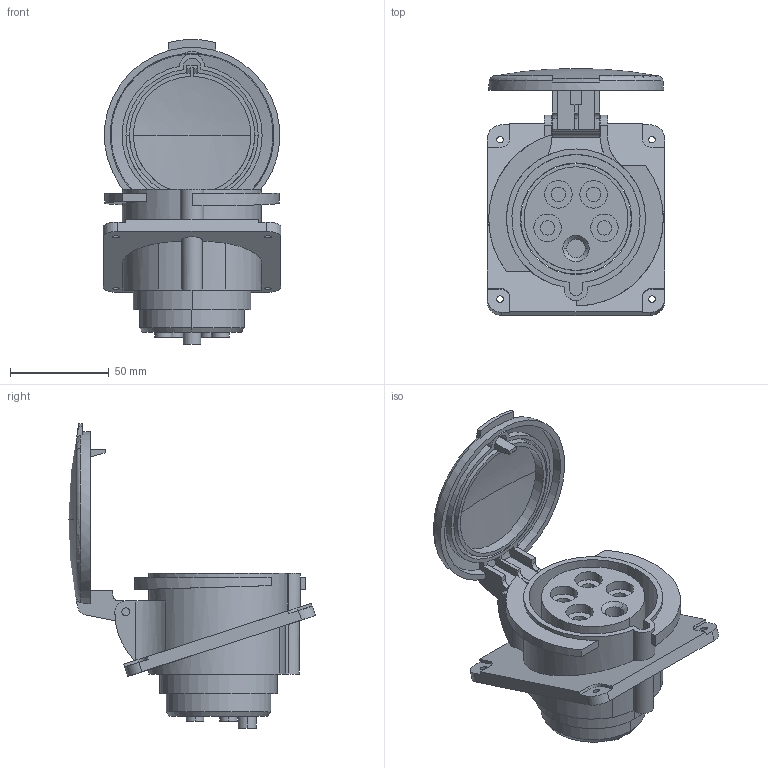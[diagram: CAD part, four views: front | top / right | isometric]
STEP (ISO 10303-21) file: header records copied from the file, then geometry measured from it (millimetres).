
FILE_DESCRIPTION((''),'2;1');
FILE_NAME('PKF32F435_3D-SIMPLIFIED_ASM','2023-02-14T12:44:23',('melanie.cordero'),(''),'CREO PARAMETRIC BY PTC INC, 2018260','CREO PARAMETRIC BY PTC INC, 2018260','');
FILE_SCHEMA(('CONFIG_CONTROL_DESIGN'));
Length unit declared in the file: millimetre
Products named in the file (5): PRT004_1; PRT004_2; PRT004_3; PRT004_4; PKF32F435_3D-SIMPLIFIED_ASM
Assembly tree (4 placements, depth 2):
  PKF32F435_3D-SIMPLIFIED_ASM
    PRT004_1
    PRT004_2
    PRT004_3
    PRT004_4
Bounding box: 90 x 125.1 x 154.33 mm (x, y, z)
Volume: 261586.3 mm3; surface area: 89063.4 mm2
Topology: 4 solids, 4 shells, 238 faces, 640 edges, 432 vertices
Faces by surface type: plane 111, cylinder 109, bspline 7, sphere 4, cone 4, torus 3
Entity records: 8287 total; most frequent: CARTESIAN_POINT 2063, DIRECTION 1302, ORIENTED_EDGE 1270, EDGE_CURVE 635, AXIS2_PLACEMENT_3D 496, VERTEX_POINT 432, VECTOR 310, LINE 310
